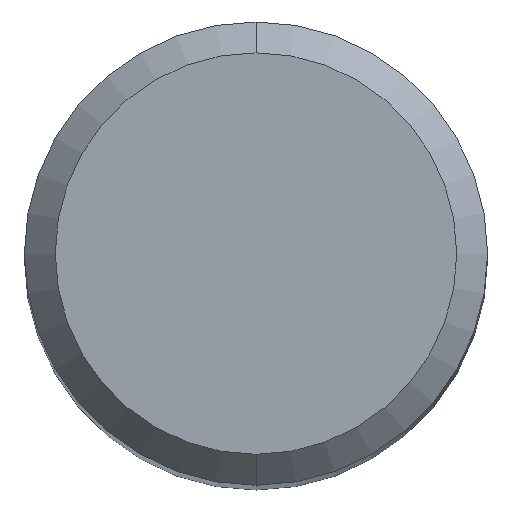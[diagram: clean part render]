
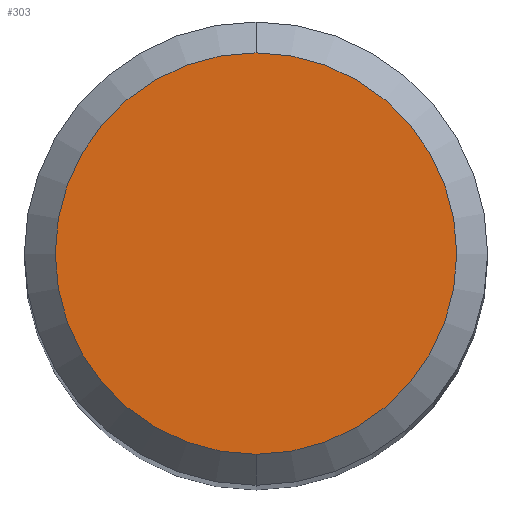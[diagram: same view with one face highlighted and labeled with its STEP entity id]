
A CAD part, top view. The second image highlights one B-rep face of the part: STEP entity #303.
In plain terms, the highlighted planar face has unit normal (0, 0, 1).
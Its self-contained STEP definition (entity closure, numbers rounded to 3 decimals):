
#193=EDGE_CURVE('',#395,#273,#488,.T.);
#273=VERTEX_POINT('',#575);
#303=ADVANCED_FACE('',(#611),#612,.T.);
#391=EDGE_CURVE('',#273,#395,#706,.T.);
#395=VERTEX_POINT('',#710);
#488=CIRCLE('',#807,2.6);
#575=CARTESIAN_POINT('',(0.0,2.6,0.0));
#611=FACE_OUTER_BOUND('',#1053,.T.);
#612=PLANE('',#1054);
#706=CIRCLE('',#1255,2.6);
#710=CARTESIAN_POINT('',(0.,-2.6,0.0));
#807=AXIS2_PLACEMENT_3D('',#1418,#1419,#1420);
#1053=EDGE_LOOP('',(#1573,#1574));
#1054=AXIS2_PLACEMENT_3D('',#1575,#1576,#1577);
#1255=AXIS2_PLACEMENT_3D('',#1662,#1663,#1664);
#1418=CARTESIAN_POINT('',(0.0,0.0,0.0));
#1419=DIRECTION('',(0.0,0.0,-1.0));
#1420=DIRECTION('',(0.0,1.0,0.0));
#1573=ORIENTED_EDGE('',*,*,#391,.F.);
#1574=ORIENTED_EDGE('',*,*,#193,.F.);
#1575=CARTESIAN_POINT('',(0.0,1.3,0.0));
#1576=DIRECTION('',(-0.0,0.0,1.0));
#1577=DIRECTION('',(0.0,-1.0,0.0));
#1662=CARTESIAN_POINT('',(0.0,0.0,0.0));
#1663=DIRECTION('',(0.0,0.0,-1.0));
#1664=DIRECTION('',(0.0,1.0,0.0));
